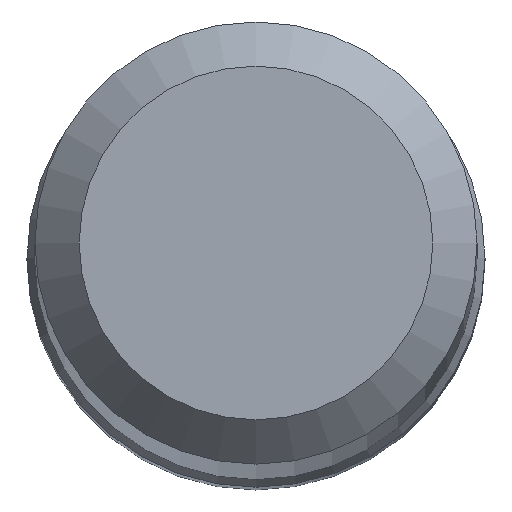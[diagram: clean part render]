
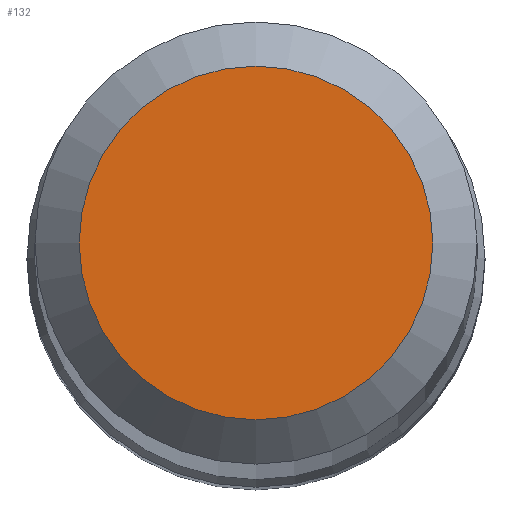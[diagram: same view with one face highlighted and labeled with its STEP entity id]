
A CAD part, top view. The second image highlights one B-rep face of the part: STEP entity #132.
In plain terms, the highlighted planar face has unit normal (0, 0, 1).
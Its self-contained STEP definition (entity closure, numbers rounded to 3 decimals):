
#29 = CARTESIAN_POINT ( 'NONE',  ( 0., 0., 70. ) ) ;
#38 = DIRECTION ( 'NONE',  ( 0., 0., -1. ) ) ;
#50 = DIRECTION ( 'NONE',  ( 0., -1., 0. ) ) ;
#70 = CIRCLE ( 'NONE', #202, 1.2 ) ;
#74 = PLANE ( 'NONE',  #227 ) ;
#84 = CARTESIAN_POINT ( 'NONE',  ( 0., 0., 70. ) ) ;
#110 = DIRECTION ( 'NONE',  ( 0., 0., 1. ) ) ;
#114 = CARTESIAN_POINT ( 'NONE',  ( 0., 1.2, 70. ) ) ;
#132 = ADVANCED_FACE ( 'NONE', ( #197 ), #74, .T. ) ;
#145 = ORIENTED_EDGE ( 'NONE', *, *, #237, .F. ) ;
#150 = VERTEX_POINT ( 'NONE', #114 ) ;
#165 = DIRECTION ( 'NONE',  ( 0., 1., 0. ) ) ;
#186 = EDGE_LOOP ( 'NONE', ( #145 ) ) ;
#197 = FACE_OUTER_BOUND ( 'NONE', #186, .T. ) ;
#202 = AXIS2_PLACEMENT_3D ( 'NONE', #84, #38, #165 ) ;
#227 = AXIS2_PLACEMENT_3D ( 'NONE', #29, #110, #50 ) ;
#237 = EDGE_CURVE ( 'NONE', #150, #150, #70, .T. ) ;
